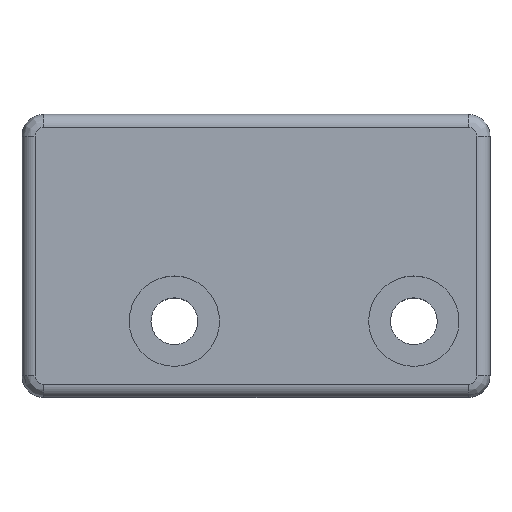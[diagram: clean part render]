
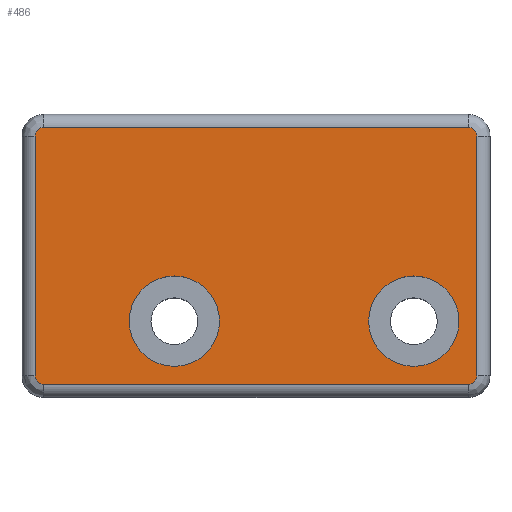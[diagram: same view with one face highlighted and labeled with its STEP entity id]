
A CAD part, top view. The second image highlights one B-rep face of the part: STEP entity #486.
In plain terms, the highlighted planar face has unit normal (0, 0, 1).
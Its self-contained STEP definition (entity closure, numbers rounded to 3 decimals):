
#68=CARTESIAN_POINT('',(2.,24.,13.));
#69=DIRECTION('',(0.,0.,1.));
#70=DIRECTION('',(0.,1.,0.));
#71=AXIS2_PLACEMENT_3D('',#68,#69,#70);
#73=DIRECTION('',(-1.,0.,0.));
#74=VECTOR('',#73,39.);
#75=CARTESIAN_POINT('',(41.,24.8,13.));
#76=LINE('',#75,#74);
#77=CARTESIAN_POINT('',(41.,24.,13.));
#78=DIRECTION('',(0.,0.,1.));
#79=DIRECTION('',(1.,0.,0.));
#80=AXIS2_PLACEMENT_3D('',#77,#78,#79);
#82=DIRECTION('',(0.,1.,0.));
#83=VECTOR('',#82,22.);
#84=CARTESIAN_POINT('',(41.8,2.,13.));
#85=LINE('',#84,#83);
#86=CARTESIAN_POINT('',(41.,2.,13.));
#87=DIRECTION('',(0.,0.,1.));
#88=DIRECTION('',(0.,-1.,0.));
#89=AXIS2_PLACEMENT_3D('',#86,#87,#88);
#91=DIRECTION('',(1.,0.,0.));
#92=VECTOR('',#91,39.);
#93=CARTESIAN_POINT('',(2.,1.2,13.));
#94=LINE('',#93,#92);
#95=CARTESIAN_POINT('',(2.,2.,13.));
#96=DIRECTION('',(0.,0.,1.));
#97=DIRECTION('',(-1.,0.,0.));
#98=AXIS2_PLACEMENT_3D('',#95,#96,#97);
#100=DIRECTION('',(0.,-1.,0.));
#101=VECTOR('',#100,22.);
#102=CARTESIAN_POINT('',(1.2,24.,13.));
#103=LINE('',#102,#101);
#104=CARTESIAN_POINT('',(14.,7.,13.));
#105=DIRECTION('',(0.,0.,1.));
#106=DIRECTION('',(1.,0.,0.));
#107=AXIS2_PLACEMENT_3D('',#104,#105,#106);
#109=CARTESIAN_POINT('',(14.,7.,13.));
#110=DIRECTION('',(0.,0.,1.));
#111=DIRECTION('',(-1.,0.,0.));
#112=AXIS2_PLACEMENT_3D('',#109,#110,#111);
#114=CARTESIAN_POINT('',(36.,7.,13.));
#115=DIRECTION('',(0.,0.,1.));
#116=DIRECTION('',(1.,0.,0.));
#117=AXIS2_PLACEMENT_3D('',#114,#115,#116);
#119=CARTESIAN_POINT('',(36.,7.,13.));
#120=DIRECTION('',(0.,0.,1.));
#121=DIRECTION('',(-1.,0.,0.));
#122=AXIS2_PLACEMENT_3D('',#119,#120,#121);
#310=CARTESIAN_POINT('',(2.,24.8,13.));
#311=CARTESIAN_POINT('',(1.2,24.,13.));
#312=VERTEX_POINT('',#310);
#313=VERTEX_POINT('',#311);
#318=CARTESIAN_POINT('',(1.2,2.,13.));
#319=VERTEX_POINT('',#318);
#322=CARTESIAN_POINT('',(2.,1.2,13.));
#323=VERTEX_POINT('',#322);
#326=CARTESIAN_POINT('',(41.,1.2,13.));
#327=VERTEX_POINT('',#326);
#330=CARTESIAN_POINT('',(41.8,2.,13.));
#331=VERTEX_POINT('',#330);
#334=CARTESIAN_POINT('',(41.8,24.,13.));
#335=VERTEX_POINT('',#334);
#338=CARTESIAN_POINT('',(41.,24.8,13.));
#339=VERTEX_POINT('',#338);
#358=CARTESIAN_POINT('',(18.15,7.,13.));
#359=CARTESIAN_POINT('',(9.85,7.,13.));
#360=VERTEX_POINT('',#358);
#361=VERTEX_POINT('',#359);
#362=CARTESIAN_POINT('',(40.15,7.,13.));
#363=CARTESIAN_POINT('',(31.85,7.,13.));
#364=VERTEX_POINT('',#362);
#365=VERTEX_POINT('',#363);
#452=CARTESIAN_POINT('',(0.,0.,13.));
#453=DIRECTION('',(0.,0.,1.));
#454=DIRECTION('',(1.,0.,0.));
#455=AXIS2_PLACEMENT_3D('',#452,#453,#454);
#456=PLANE('',#455);
#458=ORIENTED_EDGE('',*,*,#457,.F.);
#460=ORIENTED_EDGE('',*,*,#459,.F.);
#461=ORIENTED_EDGE('',*,*,#442,.F.);
#463=ORIENTED_EDGE('',*,*,#462,.F.);
#465=ORIENTED_EDGE('',*,*,#464,.F.);
#467=ORIENTED_EDGE('',*,*,#466,.F.);
#469=ORIENTED_EDGE('',*,*,#468,.F.);
#471=ORIENTED_EDGE('',*,*,#470,.F.);
#472=EDGE_LOOP('',(#458,#460,#461,#463,#465,#467,#469,#471));
#473=FACE_OUTER_BOUND('',#472,.F.);
#475=ORIENTED_EDGE('',*,*,#474,.T.);
#477=ORIENTED_EDGE('',*,*,#476,.T.);
#478=EDGE_LOOP('',(#475,#477));
#479=FACE_BOUND('',#478,.F.);
#481=ORIENTED_EDGE('',*,*,#480,.T.);
#483=ORIENTED_EDGE('',*,*,#482,.T.);
#484=EDGE_LOOP('',(#481,#483));
#485=FACE_BOUND('',#484,.F.);
#486=ADVANCED_FACE('',(#473,#479,#485),#456,.T.);
#72=CIRCLE('',#71,0.8);
#81=CIRCLE('',#80,0.8);
#90=CIRCLE('',#89,0.8);
#99=CIRCLE('',#98,0.8);
#108=CIRCLE('',#107,4.15);
#113=CIRCLE('',#112,4.15);
#118=CIRCLE('',#117,4.15);
#123=CIRCLE('',#122,4.15);
#442=EDGE_CURVE('',#335,#339,#81,.T.);
#457=EDGE_CURVE('',#312,#313,#72,.T.);
#459=EDGE_CURVE('',#339,#312,#76,.T.);
#462=EDGE_CURVE('',#331,#335,#85,.T.);
#464=EDGE_CURVE('',#327,#331,#90,.T.);
#466=EDGE_CURVE('',#323,#327,#94,.T.);
#468=EDGE_CURVE('',#319,#323,#99,.T.);
#470=EDGE_CURVE('',#313,#319,#103,.T.);
#474=EDGE_CURVE('',#360,#361,#108,.T.);
#476=EDGE_CURVE('',#361,#360,#113,.T.);
#480=EDGE_CURVE('',#364,#365,#118,.T.);
#482=EDGE_CURVE('',#365,#364,#123,.T.);
